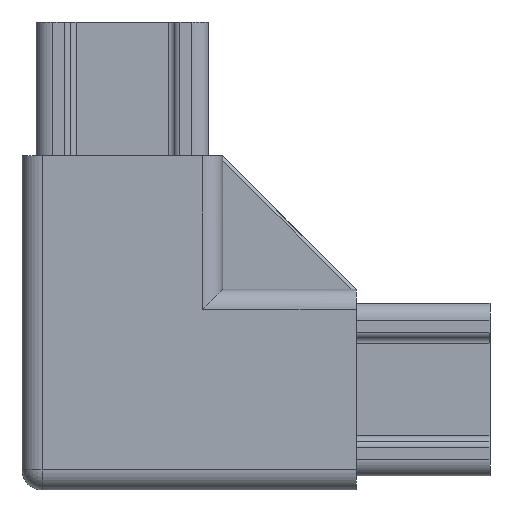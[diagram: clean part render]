
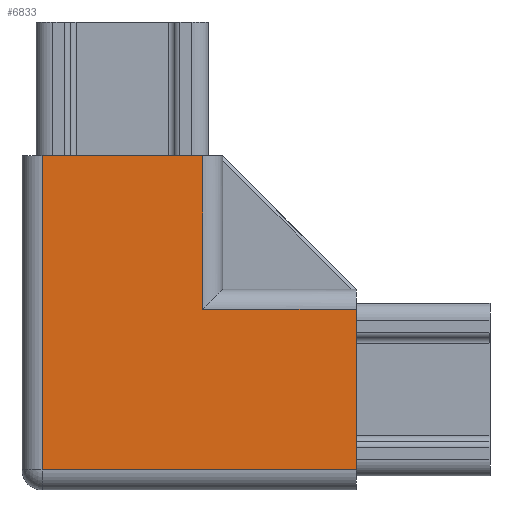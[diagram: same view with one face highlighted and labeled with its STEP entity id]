
A CAD part, left-side view. The second image highlights one B-rep face of the part: STEP entity #6833.
In plain terms, the highlighted planar face has unit normal (-1, 0, 0).
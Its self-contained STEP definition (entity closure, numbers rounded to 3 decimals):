
#51 = CARTESIAN_POINT ( 'NONE',  ( 0., 50., 50. ) ) ;
#147 = EDGE_LOOP ( 'NONE', ( #2911, #10707, #12468, #14090, #16137, #5508 ) ) ;
#177 = CARTESIAN_POINT ( 'NONE',  ( 0., 23., 50. ) ) ;
#286 = VERTEX_POINT ( 'NONE', #2303 ) ;
#370 = DIRECTION ( 'NONE',  ( 0., 0., 1. ) ) ;
#380 = LINE ( 'NONE', #13350, #16018 ) ;
#1056 = CARTESIAN_POINT ( 'NONE',  ( 0., 47., 0. ) ) ;
#1992 = LINE ( 'NONE', #7538, #10301 ) ;
#2303 = CARTESIAN_POINT ( 'NONE',  ( 0., 47., 50. ) ) ;
#2726 = DIRECTION ( 'NONE',  ( 0., -1., 0. ) ) ;
#2911 = ORIENTED_EDGE ( 'NONE', *, *, #15406, .T. ) ;
#3051 = VECTOR ( 'NONE', #7826, 1000. ) ;
#3329 = LINE ( 'NONE', #4268, #10390 ) ;
#3719 = EDGE_CURVE ( 'NONE', #7483, #5816, #3329, .T. ) ;
#3846 = EDGE_CURVE ( 'NONE', #286, #5816, #4154, .T. ) ;
#4154 = LINE ( 'NONE', #51, #14071 ) ;
#4268 = CARTESIAN_POINT ( 'NONE',  ( 0., 23., 50. ) ) ;
#4295 = DIRECTION ( 'NONE',  ( 0., 1., 0. ) ) ;
#4628 = AXIS2_PLACEMENT_3D ( 'NONE', #8064, #5496, #14685 ) ;
#4902 = DIRECTION ( 'NONE',  ( 0., 0., -1. ) ) ;
#5496 = DIRECTION ( 'NONE',  ( 1., 0., 0. ) ) ;
#5508 = ORIENTED_EDGE ( 'NONE', *, *, #12705, .T. ) ;
#5610 = PLANE ( 'NONE',  #4628 ) ;
#5816 = VERTEX_POINT ( 'NONE', #177 ) ;
#6833 = ADVANCED_FACE ( 'NONE', ( #7835 ), #5610, .F. ) ;
#7141 = VERTEX_POINT ( 'NONE', #8153 ) ;
#7483 = VERTEX_POINT ( 'NONE', #13159 ) ;
#7538 = CARTESIAN_POINT ( 'NONE',  ( 0., 0., 0. ) ) ;
#7826 = DIRECTION ( 'NONE',  ( 0., -1., 0. ) ) ;
#7835 = FACE_OUTER_BOUND ( 'NONE', #147, .T. ) ;
#8064 = CARTESIAN_POINT ( 'NONE',  ( 0., 0., 0. ) ) ;
#8153 = CARTESIAN_POINT ( 'NONE',  ( 0., 47., 3. ) ) ;
#8346 = EDGE_CURVE ( 'NONE', #286, #7141, #8637, .T. ) ;
#8426 = VERTEX_POINT ( 'NONE', #12920 ) ;
#8637 = LINE ( 'NONE', #1056, #11227 ) ;
#9068 = CARTESIAN_POINT ( 'NONE',  ( 0., 0., 3. ) ) ;
#9756 = VERTEX_POINT ( 'NONE', #12158 ) ;
#10227 = DIRECTION ( 'NONE',  ( 0., 0., 1. ) ) ;
#10301 = VECTOR ( 'NONE', #10227, 1000. ) ;
#10390 = VECTOR ( 'NONE', #370, 1000. ) ;
#10707 = ORIENTED_EDGE ( 'NONE', *, *, #14594, .T. ) ;
#11227 = VECTOR ( 'NONE', #4902, 1000. ) ;
#12158 = CARTESIAN_POINT ( 'NONE',  ( 0., 0., 3. ) ) ;
#12468 = ORIENTED_EDGE ( 'NONE', *, *, #3719, .T. ) ;
#12705 = EDGE_CURVE ( 'NONE', #7141, #9756, #12966, .T. ) ;
#12920 = CARTESIAN_POINT ( 'NONE',  ( 0., 0., 27. ) ) ;
#12966 = LINE ( 'NONE', #9068, #3051 ) ;
#13159 = CARTESIAN_POINT ( 'NONE',  ( 0., 23., 27. ) ) ;
#13350 = CARTESIAN_POINT ( 'NONE',  ( 0., 20., 27. ) ) ;
#14071 = VECTOR ( 'NONE', #2726, 1000. ) ;
#14090 = ORIENTED_EDGE ( 'NONE', *, *, #3846, .F. ) ;
#14594 = EDGE_CURVE ( 'NONE', #8426, #7483, #380, .T. ) ;
#14685 = DIRECTION ( 'NONE',  ( 0., 0., -1. ) ) ;
#15406 = EDGE_CURVE ( 'NONE', #9756, #8426, #1992, .T. ) ;
#16018 = VECTOR ( 'NONE', #4295, 1000. ) ;
#16137 = ORIENTED_EDGE ( 'NONE', *, *, #8346, .T. ) ;
